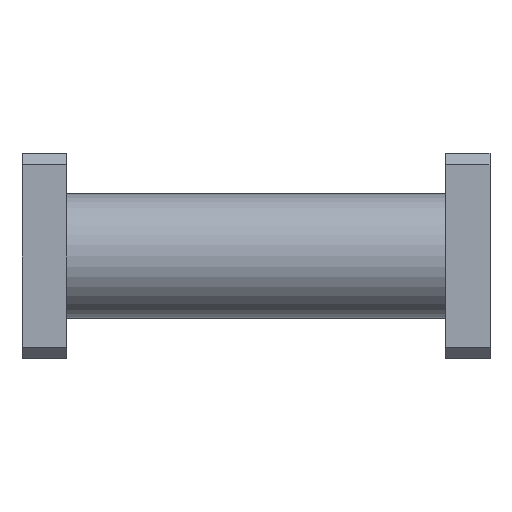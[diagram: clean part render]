
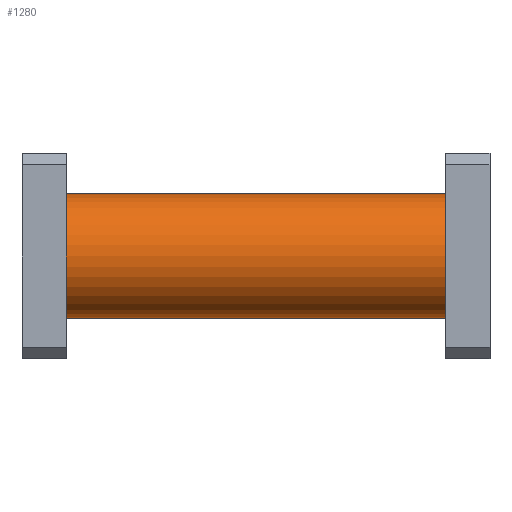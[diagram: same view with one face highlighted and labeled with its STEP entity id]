
A CAD part, front view. The second image highlights one B-rep face of the part: STEP entity #1280.
In plain terms, the highlighted cylindrical face has radius 6.731 mm (diameter 13.462 mm), a partial arc.
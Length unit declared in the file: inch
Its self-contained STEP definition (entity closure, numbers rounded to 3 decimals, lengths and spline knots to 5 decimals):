
#26 = VECTOR ( 'NONE', #557, 39.37008 ) ;
#39 = VERTEX_POINT ( 'NONE', #483 ) ;
#139 = EDGE_CURVE ( 'NONE', #988, #1460, #170, .T. ) ;
#147 = CARTESIAN_POINT ( 'NONE',  ( 0., 0., 0.265 ) ) ;
#170 = CIRCLE ( 'NONE', #826, 0.265 ) ;
#187 = DIRECTION ( 'NONE',  ( 1., 0., 0. ) ) ;
#197 = CYLINDRICAL_SURFACE ( 'NONE', #1361, 0.265 ) ;
#282 = DIRECTION ( 'NONE',  ( 1., 0., 0. ) ) ;
#335 = DIRECTION ( 'NONE',  ( 1., 0., 0. ) ) ;
#393 = LINE ( 'NONE', #147, #26 ) ;
#438 = EDGE_CURVE ( 'NONE', #1480, #39, #1623, .T. ) ;
#483 = CARTESIAN_POINT ( 'NONE',  ( 1.81, 0., -0.265 ) ) ;
#543 = ORIENTED_EDGE ( 'NONE', *, *, #1817, .F. ) ;
#557 = DIRECTION ( 'NONE',  ( 1., 0., 0. ) ) ;
#609 = DIRECTION ( 'NONE',  ( 0., 0., -1. ) ) ;
#714 = DIRECTION ( 'NONE',  ( 1., 0., 0. ) ) ;
#753 = CARTESIAN_POINT ( 'NONE',  ( 0.19, 0., -0.265 ) ) ;
#761 = AXIS2_PLACEMENT_3D ( 'NONE', #1725, #187, #609 ) ;
#821 = ORIENTED_EDGE ( 'NONE', *, *, #438, .F. ) ;
#822 = DIRECTION ( 'NONE',  ( 0., 0., -1. ) ) ;
#826 = AXIS2_PLACEMENT_3D ( 'NONE', #1100, #282, #822 ) ;
#864 = DIRECTION ( 'NONE',  ( 0., 0., -1. ) ) ;
#988 = VERTEX_POINT ( 'NONE', #1196 ) ;
#1089 = FACE_OUTER_BOUND ( 'NONE', #1333, .T. ) ;
#1100 = CARTESIAN_POINT ( 'NONE',  ( 0.19, 0., 0. ) ) ;
#1178 = CARTESIAN_POINT ( 'NONE',  ( 0., 0., -0.265 ) ) ;
#1196 = CARTESIAN_POINT ( 'NONE',  ( 0.19, 0., 0.265 ) ) ;
#1280 = ADVANCED_FACE ( 'NONE', ( #1089 ), #197, .T. ) ;
#1300 = CARTESIAN_POINT ( 'NONE',  ( 0., 0., 0. ) ) ;
#1333 = EDGE_LOOP ( 'NONE', ( #543, #1558, #1751, #821 ) ) ;
#1361 = AXIS2_PLACEMENT_3D ( 'NONE', #1300, #714, #864 ) ;
#1460 = VERTEX_POINT ( 'NONE', #753 ) ;
#1480 = VERTEX_POINT ( 'NONE', #1746 ) ;
#1489 = EDGE_CURVE ( 'NONE', #1460, #39, #1739, .T. ) ;
#1558 = ORIENTED_EDGE ( 'NONE', *, *, #139, .T. ) ;
#1623 = CIRCLE ( 'NONE', #761, 0.265 ) ;
#1703 = VECTOR ( 'NONE', #335, 39.37008 ) ;
#1725 = CARTESIAN_POINT ( 'NONE',  ( 1.81, 0., 0. ) ) ;
#1739 = LINE ( 'NONE', #1178, #1703 ) ;
#1746 = CARTESIAN_POINT ( 'NONE',  ( 1.81, 0., 0.265 ) ) ;
#1751 = ORIENTED_EDGE ( 'NONE', *, *, #1489, .T. ) ;
#1817 = EDGE_CURVE ( 'NONE', #988, #1480, #393, .T. ) ;
